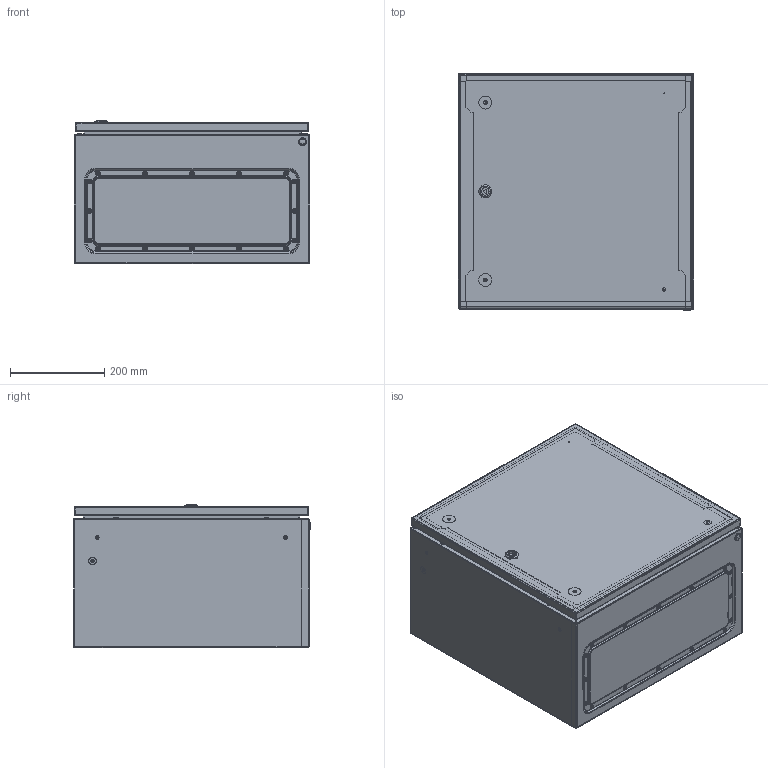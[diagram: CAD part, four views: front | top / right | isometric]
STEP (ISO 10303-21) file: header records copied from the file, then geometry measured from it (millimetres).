
FILE_DESCRIPTION (( 'STEP AP203' ), '1' );
FILE_NAME ('TI5-10-N-050-050-030-66 TITAN 5 Êîðïóñ ìåòàëëè÷åñêèé ÙÌÏ-50.50.30 ÓÕË1 IP66 IEK.STEP', '2023-09-25T05:50:20', ( '' ), ( '' ), 'SwSTEP 2.0', 'SolidWorks 2022', '' );
FILE_SCHEMA (( 'CONFIG_CONTROL_DESIGN' ));
Length unit declared in the file: millimetre
Products named in the file (32): IEK 201.010 Кольцо 005-008-19-2-3; Гайка; КИВА 139.05.00СБ_500х500х300; Шпилька AFК_M8x16; Стойка петли + винт, кольцо, гайка_-01 (1.5мм); КИВА 139.01.01_500х500х300; IEK 705.023-04 ОСЬ; КИВА 139.01.00СБ_500х500х300; IEK 720.001 Стойка_петли_зенковка 90; КИВА 139.02.02_00; Стойка петли + винт, кольцо, гайка_-00 (2мм); Опора CY1-26 MESAN (для круглой тяги); Пена полиуретановая RAKU-PUR 32-3250 (дверь)_500х500; Винт резьбовыдавливающий М4x8_-00; КИВА 139.02.00СБ_500х500; IEK 720.002 Петля дверная_1,5; КИВА 139.00.01_500х500; Замок MESAN 060-1-1-37_MESAN 060-1-1-37-02; 705.024 Колпачок; TI5-10-N-050-050-030-66 TITAN 5 Корпус металлический ЩМП-50.50.30 УХЛ1 IP66 IEK; Гайка фланцевая DIN 6923_М5; Шпилька CFA_М6х25; КИВА 139.04.01_450x175; Корпус_под 1,4 мм; Винт М5х12 ГОСТ 17475_Винт A.2.M5x14 ГОСТ 17475-80; Гайка фланцевая DIN 6923_М6; IEK 720.001 Стойка_петли_1,5 мм зенковка; IEK 201.013-01 Заглушка D8.0v3_10; КИВА 139.02.01_500х500; КИВА 139.03.01_500х500; Ригель_12х46 (30403147); IEK 201.013 Заглушка D5.5
Assembly tree (70 placements, depth 4):
  TI5-10-N-050-050-030-66 TITAN 5 Корпус металлический ЩМП-50.50.30 УХЛ1 IP66 IEK
    КИВА 139.01.00СБ_500х500х300
      КИВА 139.05.00СБ_500х500х300
        КИВА 139.01.01_500х500х300
        Шпилька AFК_M8x16  x2
        Шпилька CFA_М6х25  x4
      КИВА 139.03.01_500х500
      Стойка петли + винт, кольцо, гайка_-01 (1.5мм)
        IEK 720.001 Стойка_петли_1,5 мм зенковка
        Винт М5х12 ГОСТ 17475_Винт A.2.M5x14 ГОСТ 17475-80
        Гайка фланцевая DIN 6923_М5
        IEK 201.010 Кольцо 005-008-19-2-3
      Стойка петли + винт, кольцо, гайка_-00 (2мм)
        IEK 720.001 Стойка_петли_зенковка 90
        Винт М5х12 ГОСТ 17475_Винт A.2.M5x14 ГОСТ 17475-80
        Гайка фланцевая DIN 6923_М5
        IEK 201.010 Кольцо 005-008-19-2-3
      Шпилька CFA_М6х25  x4
    КИВА 139.02.00СБ_500х500
      КИВА 139.02.01_500х500
      Замок MESAN 060-1-1-37_MESAN 060-1-1-37-02
        Корпус_под 1,4 мм
        Ригель_12х46 (30403147)
        Гайка  x2
      КИВА 139.02.02_00  x2
      Шпилька AFК_M8x16
      Шпилька CFA_М6х25  x2
      Опора CY1-26 MESAN (для круглой тяги)  x2
      IEK 720.002 Петля дверная_1,5  x2
      Пена полиуретановая RAKU-PUR 32-3250 (дверь)_500х500
    КИВА 139.00.01_500х500
    IEK 201.013-01 Заглушка D8.0v3_10
    IEK 201.013 Заглушка D5.5  x2
    IEK 705.023-04 ОСЬ  x2
    705.024 Колпачок  x2
    Гайка фланцевая DIN 6923_М6  x4
    КИВА 139.04.01_450x175
    Винт резьбовыдавливающий М4x8_-00  x16
Bounding box: 500 x 502.8 x 304.1 mm (x, y, z)
Volume: 1978155.7 mm3; surface area: 3253664.8 mm2
Topology: 65 solids, 65 shells, 2558 faces, 6057 edges, 3812 vertices
Faces by surface type: plane 1485, cylinder 601, bspline 212, cone 118, torus 111, sphere 31
Full cylindrical faces by diameter (mm): 1 x17, 3 x19, 3.4 x12, 3.5 x2, 3.8 x2, 4 x26, 4.136 x2, 5 x4, 5.3 x2, 5.5 x20, 6 x2, 6.1 x2, 6.2 x2, 7 x3, 7.1 x3, 7.2 x2, 8 x30, 9.2 x2, 10 x16, 10.1 x2, 10.6 x1, 11.8 x2, 14.2 x4, 15 x1, 16 x4, 16.6 x1, 20 x1, 27.5 x2, 28 x1
Entity records: 58201 total; most frequent: CARTESIAN_POINT 14683, ORIENTED_EDGE 7860, DIRECTION 7795, EDGE_CURVE 3930, LINE 2681, VECTOR 2681, AXIS2_PLACEMENT_3D 2557, VERTEX_POINT 2479
